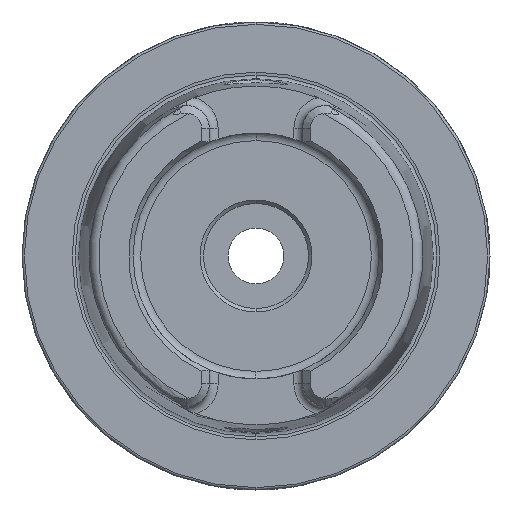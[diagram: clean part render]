
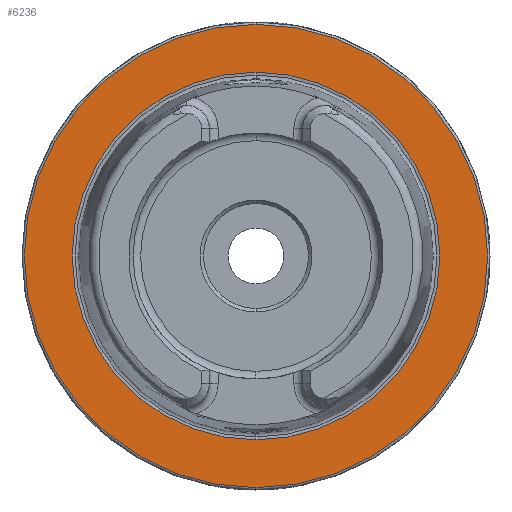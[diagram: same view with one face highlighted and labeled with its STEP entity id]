
A CAD part, left-side view. The second image highlights one B-rep face of the part: STEP entity #6236.
In plain terms, the highlighted planar face has unit normal (-1, 0, 0).
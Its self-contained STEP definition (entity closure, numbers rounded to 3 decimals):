
#86 = AXIS2_PLACEMENT_3D ( 'NONE', #4363, #9821, #5145 ) ;
#697 = FACE_OUTER_BOUND ( 'NONE', #7678, .T. ) ;
#1160 = PLANE ( 'NONE',  #8114 ) ;
#1189 = DIRECTION ( 'NONE',  ( 0., 0., -1. ) ) ;
#1695 = CARTESIAN_POINT ( 'NONE',  ( 0., 0., 39.405 ) ) ;
#2128 = CIRCLE ( 'NONE', #2692, 49.65 ) ;
#2204 = ORIENTED_EDGE ( 'NONE', *, *, #7070, .F. ) ;
#2377 = ORIENTED_EDGE ( 'NONE', *, *, #8535, .T. ) ;
#2412 = CARTESIAN_POINT ( 'NONE',  ( 0., 0., 49.65 ) ) ;
#2489 = CARTESIAN_POINT ( 'NONE',  ( 0., 0., 0. ) ) ;
#2665 = VERTEX_POINT ( 'NONE', #2412 ) ;
#2692 = AXIS2_PLACEMENT_3D ( 'NONE', #8597, #3925, #9369 ) ;
#2904 = AXIS2_PLACEMENT_3D ( 'NONE', #8624, #3953, #9396 ) ;
#3258 = DIRECTION ( 'NONE',  ( 0., 0., 1. ) ) ;
#3292 = EDGE_CURVE ( 'NONE', #5034, #2665, #8951, .T. ) ;
#3353 = VERTEX_POINT ( 'NONE', #4897 ) ;
#3743 = VERTEX_POINT ( 'NONE', #1695 ) ;
#3798 = CARTESIAN_POINT ( 'NONE',  ( 0., 0., -49.65 ) ) ;
#3925 = DIRECTION ( 'NONE',  ( -1., 0., 0. ) ) ;
#3953 = DIRECTION ( 'NONE',  ( -1., 0., 0. ) ) ;
#4363 = CARTESIAN_POINT ( 'NONE',  ( 0., 0., 0. ) ) ;
#4504 = AXIS2_PLACEMENT_3D ( 'NONE', #2489, #7976, #3258 ) ;
#4575 = EDGE_LOOP ( 'NONE', ( #4889, #2204 ) ) ;
#4889 = ORIENTED_EDGE ( 'NONE', *, *, #6267, .F. ) ;
#4897 = CARTESIAN_POINT ( 'NONE',  ( 0., 0., -39.405 ) ) ;
#5034 = VERTEX_POINT ( 'NONE', #3798 ) ;
#5076 = CARTESIAN_POINT ( 'NONE',  ( 0., 49.65, 0. ) ) ;
#5145 = DIRECTION ( 'NONE',  ( 0., 0., 1. ) ) ;
#5869 = DIRECTION ( 'NONE',  ( 1., 0., 0. ) ) ;
#6236 = ADVANCED_FACE ( 'NONE', ( #9007, #697 ), #1160, .F. ) ;
#6267 = EDGE_CURVE ( 'NONE', #3743, #3353, #8039, .T. ) ;
#7070 = EDGE_CURVE ( 'NONE', #3353, #3743, #8410, .T. ) ;
#7320 = ORIENTED_EDGE ( 'NONE', *, *, #3292, .T. ) ;
#7678 = EDGE_LOOP ( 'NONE', ( #2377, #7320 ) ) ;
#7976 = DIRECTION ( 'NONE',  ( -1., 0., 0. ) ) ;
#8039 = CIRCLE ( 'NONE', #86, 39.405 ) ;
#8114 = AXIS2_PLACEMENT_3D ( 'NONE', #5076, #5869, #1189 ) ;
#8410 = CIRCLE ( 'NONE', #2904, 39.405 ) ;
#8535 = EDGE_CURVE ( 'NONE', #2665, #5034, #2128, .T. ) ;
#8597 = CARTESIAN_POINT ( 'NONE',  ( 0., 0., 0. ) ) ;
#8624 = CARTESIAN_POINT ( 'NONE',  ( 0., 0., 0. ) ) ;
#8951 = CIRCLE ( 'NONE', #4504, 49.65 ) ;
#9007 = FACE_BOUND ( 'NONE', #4575, .T. ) ;
#9369 = DIRECTION ( 'NONE',  ( 0., 0., 1. ) ) ;
#9396 = DIRECTION ( 'NONE',  ( 0., 0., 1. ) ) ;
#9821 = DIRECTION ( 'NONE',  ( -1., 0., 0. ) ) ;
